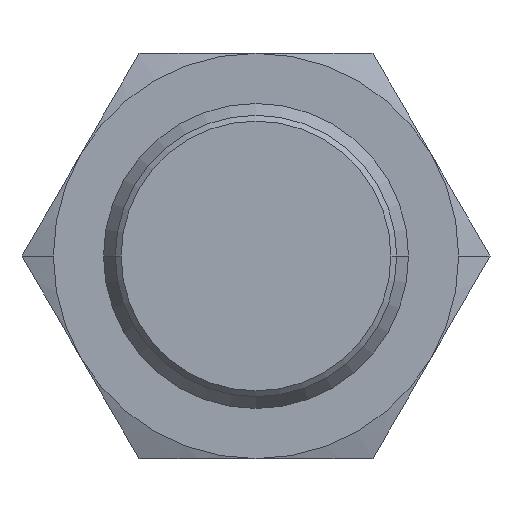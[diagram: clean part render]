
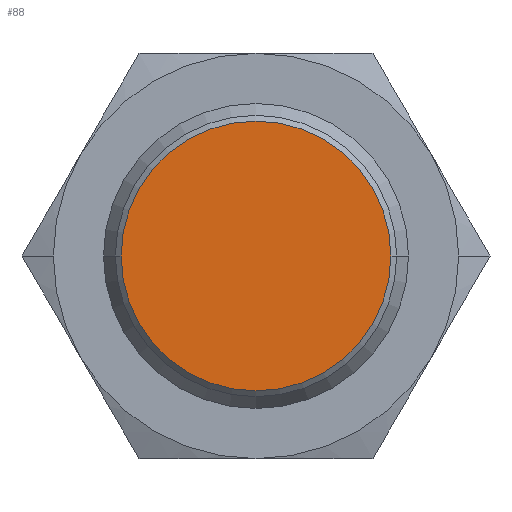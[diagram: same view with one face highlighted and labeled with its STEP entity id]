
A CAD part, front view. The second image highlights one B-rep face of the part: STEP entity #88.
In plain terms, the highlighted planar face has unit normal (0, -1, 0).
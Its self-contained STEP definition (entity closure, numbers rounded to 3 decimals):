
#88=ADVANCED_FACE('',(#175),#176,.F.);
#175=FACE_OUTER_BOUND('',#262,.T.);
#176=PLANE('',#263);
#262=EDGE_LOOP('',(#568,#569));
#263=AXIS2_PLACEMENT_3D('',#570,#571,#572);
#568=ORIENTED_EDGE('',*,*,#662,.F.);
#569=ORIENTED_EDGE('',*,*,#660,.T.);
#570=CARTESIAN_POINT('',(0.0,-13.0,0.0));
#571=DIRECTION('',(0.0,1.0,0.0));
#572=DIRECTION('',(1.0,0.0,-0.0));
#660=EDGE_CURVE('',#799,#797,#800,.T.);
#662=EDGE_CURVE('',#799,#797,#802,.T.);
#797=VERTEX_POINT('',#1123);
#799=VERTEX_POINT('',#1126);
#800=CIRCLE('',#1127,6.324);
#802=CIRCLE('',#1130,6.324);
#1123=CARTESIAN_POINT('',(6.324,-13.0,0.0));
#1126=CARTESIAN_POINT('',(-6.324,-13.0,0.0));
#1127=AXIS2_PLACEMENT_3D('',#1282,#1283,#1284);
#1130=AXIS2_PLACEMENT_3D('',#1286,#1287,#1288);
#1282=CARTESIAN_POINT('',(0.0,-13.0,0.0));
#1283=DIRECTION('',(0.0,-1.0,0.0));
#1284=DIRECTION('',(-1.0,0.0,0.0));
#1286=CARTESIAN_POINT('',(0.0,-13.0,0.0));
#1287=DIRECTION('',(0.0,1.0,0.0));
#1288=DIRECTION('',(-1.0,0.0,0.0));
